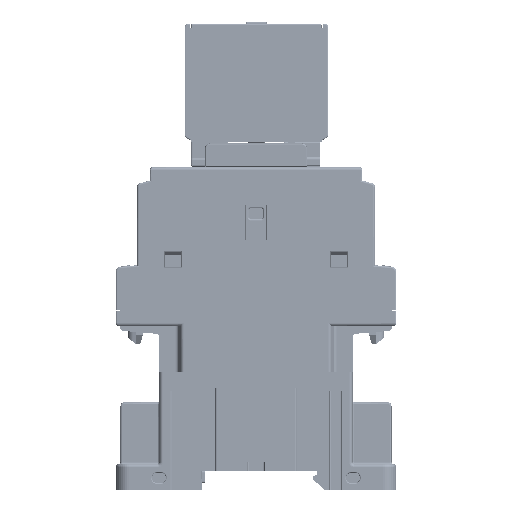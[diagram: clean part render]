
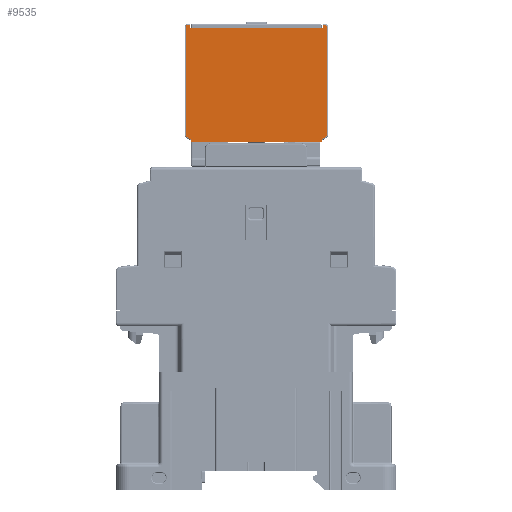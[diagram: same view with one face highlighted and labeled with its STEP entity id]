
A CAD part, left-side view. The second image highlights one B-rep face of the part: STEP entity #9535.
In plain terms, the highlighted planar face has unit normal (-1, 0, 0).
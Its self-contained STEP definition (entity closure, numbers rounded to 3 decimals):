
#9535=ADVANCED_FACE('',(#18733),#14233,.F.);
#14233=PLANE('',#144610);
#18733=FACE_OUTER_BOUND('',#24991,.T.);
#24991=EDGE_LOOP('',(#53367,#53368,#53369,#53370,#53371,#53372,#53373,#53374,
#53375,#53376,#53377,#53378,#53379,#53380,#53381,#53382));
#30645=CIRCLE('',#144606,0.7);
#30646=CIRCLE('',#144607,0.7);
#30647=CIRCLE('',#144608,0.7);
#30648=CIRCLE('',#144609,0.7);
#53367=ORIENTED_EDGE('',*,*,#98777,.F.);
#53368=ORIENTED_EDGE('',*,*,#98778,.F.);
#53369=ORIENTED_EDGE('',*,*,#98779,.F.);
#53370=ORIENTED_EDGE('',*,*,#98780,.F.);
#53371=ORIENTED_EDGE('',*,*,#98781,.F.);
#53372=ORIENTED_EDGE('',*,*,#98782,.F.);
#53373=ORIENTED_EDGE('',*,*,#98783,.F.);
#53374=ORIENTED_EDGE('',*,*,#98784,.F.);
#53375=ORIENTED_EDGE('',*,*,#98785,.F.);
#53376=ORIENTED_EDGE('',*,*,#98786,.F.);
#53377=ORIENTED_EDGE('',*,*,#98787,.F.);
#53378=ORIENTED_EDGE('',*,*,#98788,.F.);
#53379=ORIENTED_EDGE('',*,*,#98789,.F.);
#53380=ORIENTED_EDGE('',*,*,#98790,.F.);
#53381=ORIENTED_EDGE('',*,*,#98791,.F.);
#53382=ORIENTED_EDGE('',*,*,#98792,.F.);
#79570=VERTEX_POINT('',#222324);
#79571=VERTEX_POINT('',#222325);
#79572=VERTEX_POINT('',#222327);
#79573=VERTEX_POINT('',#222329);
#79574=VERTEX_POINT('',#222331);
#79575=VERTEX_POINT('',#222333);
#79576=VERTEX_POINT('',#222335);
#79577=VERTEX_POINT('',#222337);
#79578=VERTEX_POINT('',#222339);
#79579=VERTEX_POINT('',#222341);
#79580=VERTEX_POINT('',#222343);
#79581=VERTEX_POINT('',#222345);
#79582=VERTEX_POINT('',#222347);
#79583=VERTEX_POINT('',#222349);
#79584=VERTEX_POINT('',#222351);
#79585=VERTEX_POINT('',#222353);
#98777=EDGE_CURVE('',#79570,#79571,#116840,.T.);
#98778=EDGE_CURVE('',#79572,#79570,#116841,.T.);
#98779=EDGE_CURVE('',#79573,#79572,#116842,.T.);
#98780=EDGE_CURVE('',#79574,#79573,#116843,.T.);
#98781=EDGE_CURVE('',#79575,#79574,#116844,.T.);
#98782=EDGE_CURVE('',#79576,#79575,#30645,.T.);
#98783=EDGE_CURVE('',#79577,#79576,#116845,.T.);
#98784=EDGE_CURVE('',#79578,#79577,#30646,.T.);
#98785=EDGE_CURVE('',#79579,#79578,#116846,.T.);
#98786=EDGE_CURVE('',#79580,#79579,#116847,.T.);
#98787=EDGE_CURVE('',#79581,#79580,#116848,.T.);
#98788=EDGE_CURVE('',#79582,#79581,#116849,.T.);
#98789=EDGE_CURVE('',#79583,#79582,#116850,.T.);
#98790=EDGE_CURVE('',#79584,#79583,#30647,.T.);
#98791=EDGE_CURVE('',#79585,#79584,#116851,.T.);
#98792=EDGE_CURVE('',#79571,#79585,#30648,.T.);
#116840=LINE('',#222323,#131792);
#116841=LINE('',#222326,#131793);
#116842=LINE('',#222328,#131794);
#116843=LINE('',#222330,#131795);
#116844=LINE('',#222332,#131796);
#116845=LINE('',#222336,#131797);
#116846=LINE('',#222340,#131798);
#116847=LINE('',#222342,#131799);
#116848=LINE('',#222344,#131800);
#116849=LINE('',#222346,#131801);
#116850=LINE('',#222348,#131802);
#116851=LINE('',#222352,#131803);
#131792=VECTOR('',#171824,1.);
#131793=VECTOR('',#171825,1.);
#131794=VECTOR('',#171826,1.);
#131795=VECTOR('',#171827,1.);
#131796=VECTOR('',#171828,1.);
#131797=VECTOR('',#171831,1.);
#131798=VECTOR('',#171834,1.);
#131799=VECTOR('',#171835,1.);
#131800=VECTOR('',#171836,1.);
#131801=VECTOR('',#171837,1.);
#131802=VECTOR('',#171838,1.);
#131803=VECTOR('',#171841,1.);
#144606=AXIS2_PLACEMENT_3D('',#222334,#171829,#171830);
#144607=AXIS2_PLACEMENT_3D('',#222338,#171832,#171833);
#144608=AXIS2_PLACEMENT_3D('',#222350,#171839,#171840);
#144609=AXIS2_PLACEMENT_3D('',#222354,#171842,#171843);
#144610=AXIS2_PLACEMENT_3D('',#222355,#171844,#171845);
#171824=DIRECTION('',(0.,-1.,0.));
#171825=DIRECTION('',(0.,0.,1.));
#171826=DIRECTION('',(0.,-1.,0.));
#171827=DIRECTION('',(0.,0.,-1.));
#171828=DIRECTION('',(0.,-1.,0.));
#171829=DIRECTION('',(1.,0.,0.));
#171830=DIRECTION('',(0.,0.707,0.707));
#171831=DIRECTION('',(0.,0.,1.));
#171832=DIRECTION('',(1.,0.,0.));
#171833=DIRECTION('',(0.,0.866,-0.5));
#171834=DIRECTION('',(0.,0.866,0.5));
#171835=DIRECTION('',(0.,0.,1.));
#171836=DIRECTION('',(0.,1.,0.));
#171837=DIRECTION('',(0.,0.,-1.));
#171838=DIRECTION('',(0.,0.866,-0.5));
#171839=DIRECTION('',(1.,0.,0.));
#171840=DIRECTION('',(0.,-0.866,-0.5));
#171841=DIRECTION('',(0.,0.,-1.));
#171842=DIRECTION('',(1.,0.,0.));
#171843=DIRECTION('',(0.,-0.707,0.707));
#171844=DIRECTION('',(1.,0.,0.));
#171845=DIRECTION('',(0.,1.,0.));
#222323=CARTESIAN_POINT('',(-12.496,-2.2,156.285));
#222324=CARTESIAN_POINT('',(-12.496,-2.195,156.285));
#222325=CARTESIAN_POINT('',(-12.496,-2.8,156.285));
#222326=CARTESIAN_POINT('',(-12.496,-2.195,139.622));
#222327=CARTESIAN_POINT('',(-12.496,-2.195,155.385));
#222328=CARTESIAN_POINT('',(-12.496,36.,155.385));
#222329=CARTESIAN_POINT('',(-12.496,36.,155.385));
#222330=CARTESIAN_POINT('',(-12.496,36.,156.285));
#222331=CARTESIAN_POINT('',(-12.496,36.,156.285));
#222332=CARTESIAN_POINT('',(-12.496,36.6,156.285));
#222333=CARTESIAN_POINT('',(-12.496,36.6,156.285));
#222334=CARTESIAN_POINT('',(-12.496,36.6,155.585));
#222335=CARTESIAN_POINT('',(-12.496,37.3,155.585));
#222336=CARTESIAN_POINT('',(-12.496,37.3,124.501));
#222337=CARTESIAN_POINT('',(-12.496,37.3,124.501));
#222338=CARTESIAN_POINT('',(-12.496,36.6,124.501));
#222339=CARTESIAN_POINT('',(-12.496,36.95,123.895));
#222340=CARTESIAN_POINT('',(-12.496,35.8,123.231));
#222341=CARTESIAN_POINT('',(-12.496,35.8,123.231));
#222342=CARTESIAN_POINT('',(-12.496,35.8,122.385));
#222343=CARTESIAN_POINT('',(-12.496,35.8,122.385));
#222344=CARTESIAN_POINT('',(-12.496,-2.,122.385));
#222345=CARTESIAN_POINT('',(-12.496,-2.,122.385));
#222346=CARTESIAN_POINT('',(-12.496,-2.,123.231));
#222347=CARTESIAN_POINT('',(-12.496,-2.,123.231));
#222348=CARTESIAN_POINT('',(-12.496,-3.15,123.895));
#222349=CARTESIAN_POINT('',(-12.496,-3.15,123.895));
#222350=CARTESIAN_POINT('',(-12.496,-2.8,124.501));
#222351=CARTESIAN_POINT('',(-12.496,-3.5,124.501));
#222352=CARTESIAN_POINT('',(-12.496,-3.5,155.585));
#222353=CARTESIAN_POINT('',(-12.496,-3.5,155.585));
#222354=CARTESIAN_POINT('',(-12.496,-2.8,155.585));
#222355=CARTESIAN_POINT('',(-12.496,16.9,139.622));
